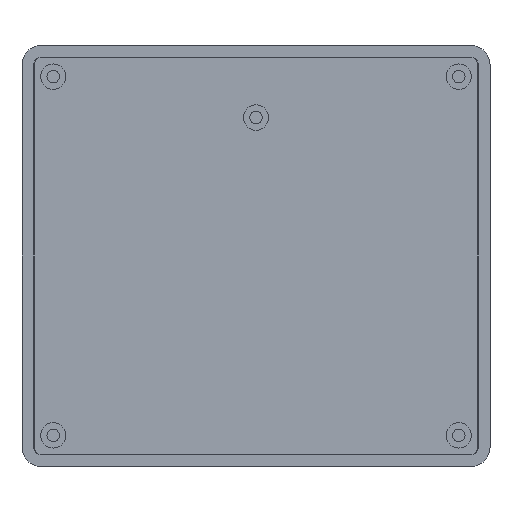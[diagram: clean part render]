
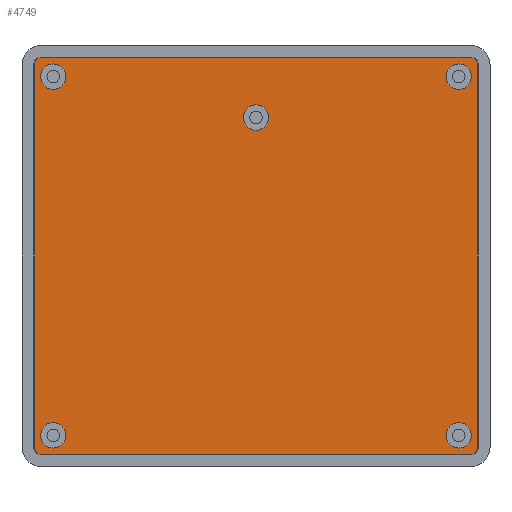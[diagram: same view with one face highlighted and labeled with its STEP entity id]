
A CAD part, front view. The second image highlights one B-rep face of the part: STEP entity #4749.
In plain terms, the highlighted planar face has unit normal (0, -1, 0).
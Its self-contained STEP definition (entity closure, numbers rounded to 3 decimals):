
#103=FACE_BOUND('',#989,.T.);
#104=FACE_BOUND('',#990,.T.);
#105=FACE_BOUND('',#991,.T.);
#106=FACE_BOUND('',#992,.T.);
#107=FACE_BOUND('',#993,.T.);
#274=CIRCLE('',#5121,3.25);
#277=CIRCLE('',#5126,3.25);
#280=CIRCLE('',#5131,3.25);
#283=CIRCLE('',#5136,3.25);
#286=CIRCLE('',#5141,3.25);
#319=CIRCLE('',#5217,1.9);
#321=CIRCLE('',#5221,1.9);
#323=CIRCLE('',#5225,1.9);
#325=CIRCLE('',#5229,1.9);
#671=FACE_OUTER_BOUND('',#988,.T.);
#988=EDGE_LOOP('',(#4305,#4306,#4307,#4308,#4309,#4310,#4311,#4312));
#989=EDGE_LOOP('',(#4313));
#990=EDGE_LOOP('',(#4314));
#991=EDGE_LOOP('',(#4315));
#992=EDGE_LOOP('',(#4316));
#993=EDGE_LOOP('',(#4317));
#1443=LINE('',#7907,#1899);
#1453=LINE('',#7941,#1909);
#1457=LINE('',#7953,#1913);
#1461=LINE('',#7965,#1917);
#1899=VECTOR('',#6528,10.);
#1909=VECTOR('',#6566,10.);
#1913=VECTOR('',#6578,10.);
#1917=VECTOR('',#6590,10.);
#2269=VERTEX_POINT('',#7683);
#2272=VERTEX_POINT('',#7692);
#2275=VERTEX_POINT('',#7701);
#2278=VERTEX_POINT('',#7710);
#2281=VERTEX_POINT('',#7719);
#2341=VERTEX_POINT('',#7904);
#2342=VERTEX_POINT('',#7906);
#2350=VERTEX_POINT('',#7934);
#2352=VERTEX_POINT('',#7940);
#2354=VERTEX_POINT('',#7946);
#2356=VERTEX_POINT('',#7952);
#2358=VERTEX_POINT('',#7958);
#2360=VERTEX_POINT('',#7964);
#2889=EDGE_CURVE('',#2269,#2269,#274,.T.);
#2893=EDGE_CURVE('',#2272,#2272,#277,.T.);
#2897=EDGE_CURVE('',#2275,#2275,#280,.T.);
#2901=EDGE_CURVE('',#2278,#2278,#283,.T.);
#2905=EDGE_CURVE('',#2281,#2281,#286,.T.);
#2994=EDGE_CURVE('',#2342,#2341,#1443,.T.);
#3008=EDGE_CURVE('',#2350,#2342,#319,.T.);
#3011=EDGE_CURVE('',#2352,#2350,#1453,.T.);
#3014=EDGE_CURVE('',#2354,#2352,#321,.T.);
#3017=EDGE_CURVE('',#2356,#2354,#1457,.T.);
#3020=EDGE_CURVE('',#2358,#2356,#323,.T.);
#3023=EDGE_CURVE('',#2360,#2358,#1461,.T.);
#3026=EDGE_CURVE('',#2341,#2360,#325,.T.);
#4305=ORIENTED_EDGE('',*,*,#3026,.T.);
#4306=ORIENTED_EDGE('',*,*,#3023,.T.);
#4307=ORIENTED_EDGE('',*,*,#3020,.T.);
#4308=ORIENTED_EDGE('',*,*,#3017,.T.);
#4309=ORIENTED_EDGE('',*,*,#3014,.T.);
#4310=ORIENTED_EDGE('',*,*,#3011,.T.);
#4311=ORIENTED_EDGE('',*,*,#3008,.T.);
#4312=ORIENTED_EDGE('',*,*,#2994,.T.);
#4313=ORIENTED_EDGE('',*,*,#2889,.T.);
#4314=ORIENTED_EDGE('',*,*,#2893,.T.);
#4315=ORIENTED_EDGE('',*,*,#2897,.T.);
#4316=ORIENTED_EDGE('',*,*,#2901,.T.);
#4317=ORIENTED_EDGE('',*,*,#2905,.T.);
#4502=PLANE('',#5230);
#4749=ADVANCED_FACE('',(#671,#103,#104,#105,#106,#107),#4502,.T.);
#5121=AXIS2_PLACEMENT_3D('',#7684,#6294,#6295);
#5126=AXIS2_PLACEMENT_3D('',#7693,#6305,#6306);
#5131=AXIS2_PLACEMENT_3D('',#7702,#6316,#6317);
#5136=AXIS2_PLACEMENT_3D('',#7711,#6327,#6328);
#5141=AXIS2_PLACEMENT_3D('',#7720,#6338,#6339);
#5217=AXIS2_PLACEMENT_3D('',#7935,#6560,#6561);
#5221=AXIS2_PLACEMENT_3D('',#7947,#6572,#6573);
#5225=AXIS2_PLACEMENT_3D('',#7959,#6584,#6585);
#5229=AXIS2_PLACEMENT_3D('',#7969,#6596,#6597);
#5230=AXIS2_PLACEMENT_3D('',#7970,#6598,#6599);
#6294=DIRECTION('center_axis',(0.,1.,0.));
#6295=DIRECTION('ref_axis',(1.,0.,0.));
#6305=DIRECTION('center_axis',(0.,1.,0.));
#6306=DIRECTION('ref_axis',(1.,0.,0.));
#6316=DIRECTION('center_axis',(0.,1.,0.));
#6317=DIRECTION('ref_axis',(1.,0.,0.));
#6327=DIRECTION('center_axis',(0.,1.,0.));
#6328=DIRECTION('ref_axis',(1.,0.,0.));
#6338=DIRECTION('center_axis',(0.,1.,0.));
#6339=DIRECTION('ref_axis',(1.,0.,0.));
#6528=DIRECTION('',(0.,0.,1.));
#6560=DIRECTION('center_axis',(0.,-1.,0.));
#6561=DIRECTION('ref_axis',(0.,0.,-1.));
#6566=DIRECTION('',(1.,0.,0.));
#6572=DIRECTION('center_axis',(0.,-1.,0.));
#6573=DIRECTION('ref_axis',(-1.,0.,0.));
#6578=DIRECTION('',(0.,0.,-1.));
#6584=DIRECTION('center_axis',(0.,-1.,0.));
#6585=DIRECTION('ref_axis',(0.,0.,1.));
#6590=DIRECTION('',(-1.,0.,0.));
#6596=DIRECTION('center_axis',(0.,-1.,0.));
#6597=DIRECTION('ref_axis',(1.,0.,0.));
#6598=DIRECTION('center_axis',(0.,-1.,0.));
#6599=DIRECTION('ref_axis',(-1.,0.,0.));
#7683=CARTESIAN_POINT('',(4.75,-32.,-8.));
#7684=CARTESIAN_POINT('Origin',(8.,-32.,-8.));
#7692=CARTESIAN_POINT('',(4.75,-32.,-100.));
#7693=CARTESIAN_POINT('Origin',(8.,-32.,-100.));
#7701=CARTESIAN_POINT('',(108.75,-32.,-8.));
#7702=CARTESIAN_POINT('Origin',(112.,-32.,-8.));
#7710=CARTESIAN_POINT('',(108.75,-32.,-100.));
#7711=CARTESIAN_POINT('Origin',(112.,-32.,-100.));
#7719=CARTESIAN_POINT('',(56.75,-32.,-18.5));
#7720=CARTESIAN_POINT('Origin',(60.,-32.,-18.5));
#7904=CARTESIAN_POINT('',(116.9,-32.,-5.));
#7906=CARTESIAN_POINT('',(116.9,-32.,-103.));
#7907=CARTESIAN_POINT('',(116.9,-32.,-5.));
#7934=CARTESIAN_POINT('',(115.,-32.,-104.9));
#7935=CARTESIAN_POINT('Origin',(115.,-32.,-103.));
#7940=CARTESIAN_POINT('',(5.,-32.,-104.9));
#7941=CARTESIAN_POINT('',(115.,-32.,-104.9));
#7946=CARTESIAN_POINT('',(3.1,-32.,-103.));
#7947=CARTESIAN_POINT('Origin',(5.,-32.,-103.));
#7952=CARTESIAN_POINT('',(3.1,-32.,-5.));
#7953=CARTESIAN_POINT('',(3.1,-32.,-103.));
#7958=CARTESIAN_POINT('',(5.,-32.,-3.1));
#7959=CARTESIAN_POINT('Origin',(5.,-32.,-5.));
#7964=CARTESIAN_POINT('',(115.,-32.,-3.1));
#7965=CARTESIAN_POINT('',(5.,-32.,-3.1));
#7969=CARTESIAN_POINT('Origin',(115.,-32.,-5.));
#7970=CARTESIAN_POINT('Origin',(60.,-32.,-54.));
